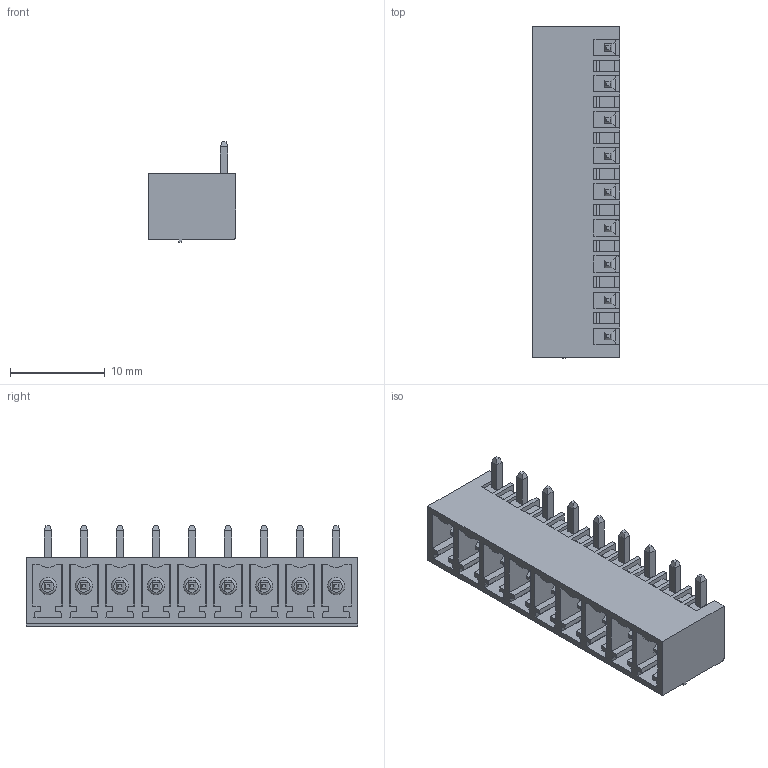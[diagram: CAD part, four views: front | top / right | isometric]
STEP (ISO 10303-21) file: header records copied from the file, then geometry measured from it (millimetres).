
FILE_DESCRIPTION(('STEP AP214'),'1');
FILE_NAME('PV009-3,81-H-P.stp','2021-04-06T10:57:54',(' '),(' '),'Spatial InterOp 3D',' ',' ');
FILE_SCHEMA(('AUTOMOTIVE_DESIGN { 1 0 10303 214 1 1 1 1 }'));
Length unit declared in the file: metre
Products named in the file (1): 1617706292
Bounding box: 9.2 x 35.09 x 10.65 mm (x, y, z)
Volume: 1281.5 mm3; surface area: 2875.6 mm2
Topology: 1 solids, 1 shells, 480 faces, 1281 edges, 830 vertices
Faces by surface type: plane 452, cylinder 19, torus 9
Full cylindrical faces by diameter (mm): 1.8 x9
Entity records: 18262 total; most frequent: CARTESIAN_POINT 2556, ORIENTED_EDGE 2508, DIRECTION 2263, EDGE_CURVE 1254, LINE 1207, VECTOR 1207, VERTEX_POINT 821, AXIS2_PLACEMENT_3D 528
